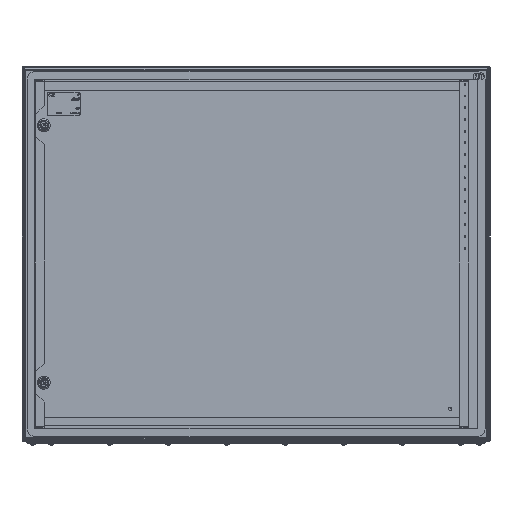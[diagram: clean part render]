
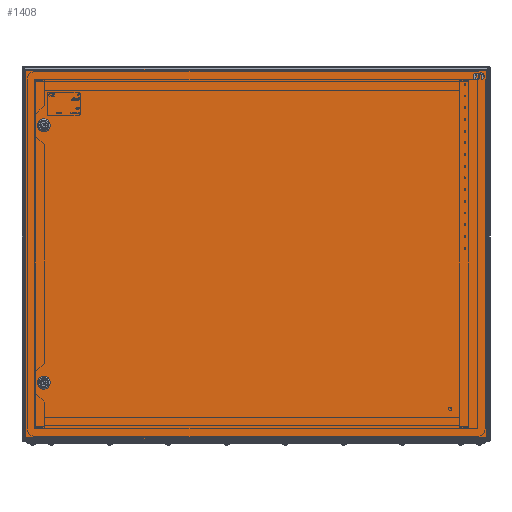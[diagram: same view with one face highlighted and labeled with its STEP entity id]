
A CAD part, front view. The second image highlights one B-rep face of the part: STEP entity #1408.
In plain terms, the highlighted face is planar.
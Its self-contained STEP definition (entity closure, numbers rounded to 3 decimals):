
#492=DIRECTION('',(0.,1.,0.));
#493=VECTOR('',#492,988.4);
#494=CARTESIAN_POINT('',(-394.5,-494.2,0.));
#495=LINE('',#494,#493);
#523=DIRECTION('',(-1.,0.,0.));
#524=VECTOR('',#523,789.);
#525=CARTESIAN_POINT('',(394.5,-494.2,0.));
#526=LINE('',#525,#524);
#537=CARTESIAN_POINT('',(275.,-453.7,0.));
#538=DIRECTION('',(0.,0.,-1.));
#539=DIRECTION('',(-0.449,-0.893,0.));
#540=AXIS2_PLACEMENT_3D('',#537,#538,#539);
#545=CARTESIAN_POINT('',(275.,-453.7,0.));
#546=DIRECTION('',(0.,0.,-1.));
#547=DIRECTION('',(-0.893,0.449,0.));
#548=AXIS2_PLACEMENT_3D('',#545,#546,#547);
#553=CARTESIAN_POINT('',(275.,-453.7,0.));
#554=DIRECTION('',(0.,0.,-1.));
#555=DIRECTION('',(0.449,0.893,0.));
#556=AXIS2_PLACEMENT_3D('',#553,#554,#555);
#561=CARTESIAN_POINT('',(275.,-453.7,0.));
#562=DIRECTION('',(0.,0.,-1.));
#563=DIRECTION('',(0.893,-0.449,0.));
#564=AXIS2_PLACEMENT_3D('',#561,#562,#563);
#569=CARTESIAN_POINT('',(-275.,-453.7,0.));
#570=DIRECTION('',(0.,0.,-1.));
#571=DIRECTION('',(-0.893,0.449,0.));
#572=AXIS2_PLACEMENT_3D('',#569,#570,#571);
#577=CARTESIAN_POINT('',(-275.,-453.7,0.));
#578=DIRECTION('',(0.,0.,-1.));
#579=DIRECTION('',(0.449,0.893,0.));
#580=AXIS2_PLACEMENT_3D('',#577,#578,#579);
#585=CARTESIAN_POINT('',(-275.,-453.7,0.));
#586=DIRECTION('',(0.,0.,-1.));
#587=DIRECTION('',(0.893,-0.449,0.));
#588=AXIS2_PLACEMENT_3D('',#585,#586,#587);
#593=CARTESIAN_POINT('',(-275.,-453.7,0.));
#594=DIRECTION('',(0.,0.,-1.));
#595=DIRECTION('',(-0.449,-0.893,0.));
#596=AXIS2_PLACEMENT_3D('',#593,#594,#595);
#608=DIRECTION('',(1.,0.,0.));
#609=VECTOR('',#608,789.);
#610=CARTESIAN_POINT('',(-394.5,494.2,0.));
#611=LINE('',#610,#609);
#663=DIRECTION('',(0.,-1.,0.));
#664=VECTOR('',#663,988.4);
#665=CARTESIAN_POINT('',(394.5,494.2,0.));
#666=LINE('',#665,#664);
#701=DIRECTION('',(1.,0.,0.));
#702=VECTOR('',#701,10.111);
#703=CARTESIAN_POINT('',(269.944,-463.75,0.));
#704=LINE('',#703,#702);
#722=DIRECTION('',(0.,-1.,0.));
#723=VECTOR('',#722,10.111);
#724=CARTESIAN_POINT('',(264.95,-448.644,0.));
#725=LINE('',#724,#723);
#743=DIRECTION('',(-1.,0.,0.));
#744=VECTOR('',#743,10.111);
#745=CARTESIAN_POINT('',(280.056,-443.65,0.));
#746=LINE('',#745,#744);
#764=DIRECTION('',(0.,1.,0.));
#765=VECTOR('',#764,10.111);
#766=CARTESIAN_POINT('',(285.05,-458.756,0.));
#767=LINE('',#766,#765);
#799=DIRECTION('',(-1.,0.,0.));
#800=VECTOR('',#799,10.111);
#801=CARTESIAN_POINT('',(-269.944,-443.65,0.));
#802=LINE('',#801,#800);
#820=DIRECTION('',(0.,1.,0.));
#821=VECTOR('',#820,10.111);
#822=CARTESIAN_POINT('',(-264.95,-458.756,0.));
#823=LINE('',#822,#821);
#841=DIRECTION('',(1.,0.,0.));
#842=VECTOR('',#841,10.111);
#843=CARTESIAN_POINT('',(-280.056,-463.75,0.));
#844=LINE('',#843,#842);
#862=DIRECTION('',(0.,-1.,0.));
#863=VECTOR('',#862,10.111);
#864=CARTESIAN_POINT('',(-285.05,-448.644,0.));
#865=LINE('',#864,#863);
#970=CARTESIAN_POINT('',(-285.05,-448.644,0.));
#971=VERTEX_POINT('',#970);
#972=CARTESIAN_POINT('',(-285.05,-458.756,0.));
#973=VERTEX_POINT('',#972);
#974=CARTESIAN_POINT('',(-280.056,-443.65,0.));
#975=VERTEX_POINT('',#974);
#976=CARTESIAN_POINT('',(-269.944,-443.65,0.));
#977=VERTEX_POINT('',#976);
#978=CARTESIAN_POINT('',(-264.95,-448.644,0.));
#979=VERTEX_POINT('',#978);
#980=CARTESIAN_POINT('',(-264.95,-458.756,0.));
#981=VERTEX_POINT('',#980);
#982=CARTESIAN_POINT('',(-269.944,-463.75,0.));
#983=VERTEX_POINT('',#982);
#984=CARTESIAN_POINT('',(-280.056,-463.75,0.));
#985=VERTEX_POINT('',#984);
#986=CARTESIAN_POINT('',(-394.5,494.2,0.));
#987=CARTESIAN_POINT('',(394.5,494.2,0.));
#988=VERTEX_POINT('',#986);
#989=VERTEX_POINT('',#987);
#990=CARTESIAN_POINT('',(-394.5,-494.2,0.));
#991=VERTEX_POINT('',#990);
#992=CARTESIAN_POINT('',(394.5,-494.2,0.));
#993=VERTEX_POINT('',#992);
#994=CARTESIAN_POINT('',(269.944,-463.75,0.));
#995=CARTESIAN_POINT('',(280.056,-463.75,0.));
#996=VERTEX_POINT('',#994);
#997=VERTEX_POINT('',#995);
#998=CARTESIAN_POINT('',(264.95,-458.756,0.));
#999=VERTEX_POINT('',#998);
#1000=CARTESIAN_POINT('',(264.95,-448.644,0.));
#1001=VERTEX_POINT('',#1000);
#1002=CARTESIAN_POINT('',(269.944,-443.65,0.));
#1003=VERTEX_POINT('',#1002);
#1004=CARTESIAN_POINT('',(280.056,-443.65,0.));
#1005=VERTEX_POINT('',#1004);
#1006=CARTESIAN_POINT('',(285.05,-448.644,0.));
#1007=VERTEX_POINT('',#1006);
#1008=CARTESIAN_POINT('',(285.05,-458.756,0.));
#1009=VERTEX_POINT('',#1008);
#1359=CARTESIAN_POINT('',(0.,0.,0.));
#1360=DIRECTION('',(0.,0.,-1.));
#1361=DIRECTION('',(-1.,0.,0.));
#1362=AXIS2_PLACEMENT_3D('',#1359,#1360,#1361);
#1363=PLANE('',#1362);
#1365=ORIENTED_EDGE('',*,*,#1364,.F.);
#1366=ORIENTED_EDGE('',*,*,#1326,.F.);
#1367=ORIENTED_EDGE('',*,*,#1350,.F.);
#1369=ORIENTED_EDGE('',*,*,#1368,.F.);
#1370=EDGE_LOOP('',(#1365,#1366,#1367,#1369));
#1371=FACE_OUTER_BOUND('',#1370,.F.);
#1373=ORIENTED_EDGE('',*,*,#1372,.F.);
#1375=ORIENTED_EDGE('',*,*,#1374,.T.);
#1377=ORIENTED_EDGE('',*,*,#1376,.F.);
#1379=ORIENTED_EDGE('',*,*,#1378,.T.);
#1381=ORIENTED_EDGE('',*,*,#1380,.F.);
#1383=ORIENTED_EDGE('',*,*,#1382,.T.);
#1385=ORIENTED_EDGE('',*,*,#1384,.F.);
#1387=ORIENTED_EDGE('',*,*,#1386,.T.);
#1388=EDGE_LOOP('',(#1373,#1375,#1377,#1379,#1381,#1383,#1385,#1387));
#1389=FACE_BOUND('',#1388,.F.);
#1391=ORIENTED_EDGE('',*,*,#1390,.T.);
#1393=ORIENTED_EDGE('',*,*,#1392,.F.);
#1395=ORIENTED_EDGE('',*,*,#1394,.T.);
#1397=ORIENTED_EDGE('',*,*,#1396,.F.);
#1399=ORIENTED_EDGE('',*,*,#1398,.T.);
#1401=ORIENTED_EDGE('',*,*,#1400,.F.);
#1403=ORIENTED_EDGE('',*,*,#1402,.T.);
#1405=ORIENTED_EDGE('',*,*,#1404,.F.);
#1406=EDGE_LOOP('',(#1391,#1393,#1395,#1397,#1399,#1401,#1403,#1405));
#1407=FACE_BOUND('',#1406,.F.);
#541=CIRCLE('',#540,11.25);
#549=CIRCLE('',#548,11.25);
#557=CIRCLE('',#556,11.25);
#565=CIRCLE('',#564,11.25);
#573=CIRCLE('',#572,11.25);
#581=CIRCLE('',#580,11.25);
#589=CIRCLE('',#588,11.25);
#597=CIRCLE('',#596,11.25);
#1326=EDGE_CURVE('',#991,#988,#495,.T.);
#1350=EDGE_CURVE('',#993,#991,#526,.T.);
#1364=EDGE_CURVE('',#988,#989,#611,.T.);
#1368=EDGE_CURVE('',#989,#993,#666,.T.);
#1372=EDGE_CURVE('',#996,#997,#704,.T.);
#1374=EDGE_CURVE('',#996,#999,#541,.T.);
#1376=EDGE_CURVE('',#1001,#999,#725,.T.);
#1378=EDGE_CURVE('',#1001,#1003,#549,.T.);
#1380=EDGE_CURVE('',#1005,#1003,#746,.T.);
#1382=EDGE_CURVE('',#1005,#1007,#557,.T.);
#1384=EDGE_CURVE('',#1009,#1007,#767,.T.);
#1386=EDGE_CURVE('',#1009,#997,#565,.T.);
#1390=EDGE_CURVE('',#971,#975,#573,.T.);
#1392=EDGE_CURVE('',#977,#975,#802,.T.);
#1394=EDGE_CURVE('',#977,#979,#581,.T.);
#1396=EDGE_CURVE('',#981,#979,#823,.T.);
#1398=EDGE_CURVE('',#981,#983,#589,.T.);
#1400=EDGE_CURVE('',#985,#983,#844,.T.);
#1402=EDGE_CURVE('',#985,#973,#597,.T.);
#1404=EDGE_CURVE('',#971,#973,#865,.T.);
#1408=ADVANCED_FACE('',(#1371,#1389,#1407),#1363,.T.);
